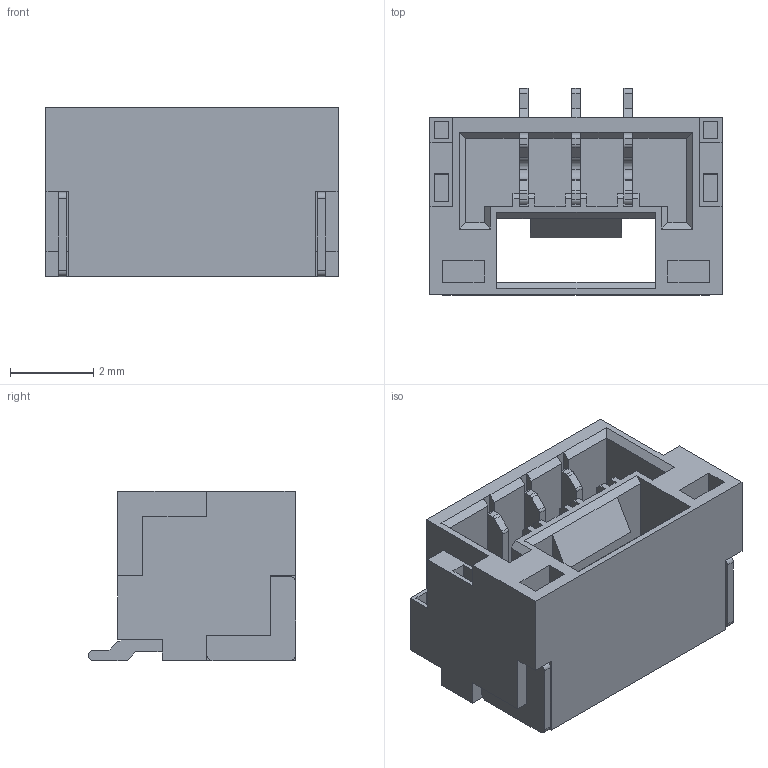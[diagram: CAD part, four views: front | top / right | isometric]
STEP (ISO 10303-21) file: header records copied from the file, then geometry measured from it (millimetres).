
FILE_DESCRIPTION (( 'STEP AP214' ), '1' );
FILE_NAME ('CONN-SMD_GH1.25-LS-3P.step', '2022-08-08T02:42:56', ( '' ), ( '' ), 'SwSTEP 2.0', 'SolidWorks 2020', '' );
FILE_SCHEMA (( 'AUTOMOTIVE_DESIGN' ));
Length unit declared in the file: millimetre
Products named in the file (1): CONN-SMD_GH1.25-LS-3P
Bounding box: 7 x 4.96 x 4.06 mm (x, y, z)
Volume: 62.6 mm3; surface area: 301.8 mm2
Topology: 1 solids, 1 shells, 474 faces, 1309 edges, 868 vertices
Faces by surface type: plane 337, bspline 98, cylinder 39
Entity records: 20703 total; most frequent: CARTESIAN_POINT 3958, ORIENTED_EDGE 2618, DIRECTION 1941, EDGE_CURVE 1309, LINE 1031, VECTOR 1031, VERTEX_POINT 868, EDGE_LOOP 507
